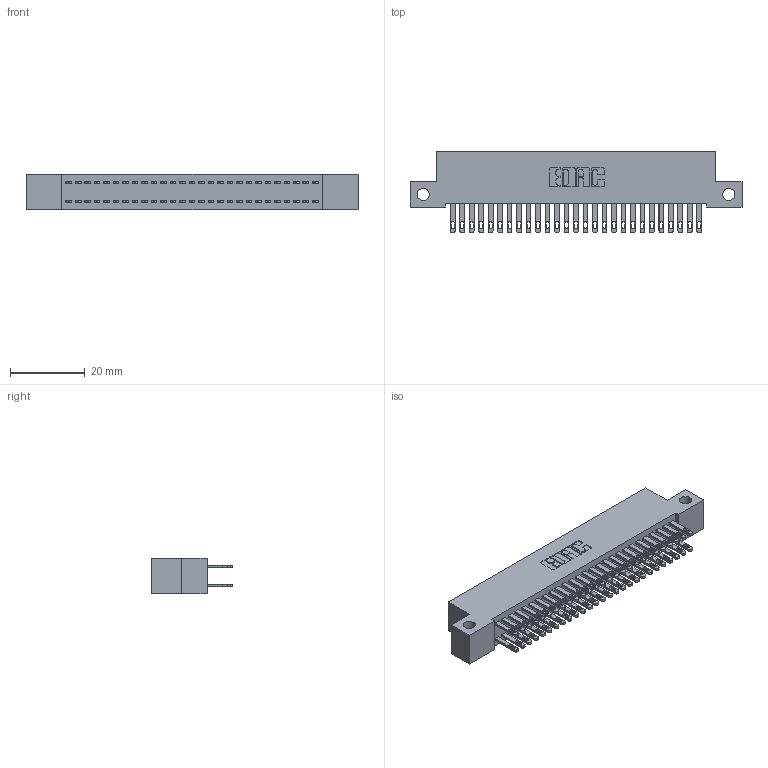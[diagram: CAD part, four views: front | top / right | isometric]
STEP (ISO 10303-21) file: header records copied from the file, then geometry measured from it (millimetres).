
FILE_DESCRIPTION (( 'STEP AP203' ), '1' );
FILE_NAME ('342-054-500-212.STEP', '2019-10-03T02:38:14', ( '' ), ( '' ), 'SwSTEP 2.0', 'SolidWorks 2016', '' );
FILE_SCHEMA (( 'CONFIG_CONTROL_DESIGN' ));
Length unit declared in the file: inch
Products named in the file (3): 342 Part_Side Mount; 345-292-001_345-293-100; 342-054-500-212
Assembly tree (55 placements, depth 2):
  342-054-500-212
    342 Part_Side Mount
    345-292-001_345-293-100  x54
Bounding box: 88.9 x 21.85 x 9.4 mm (x, y, z)
Volume: 8007.7 mm3; surface area: 13022.2 mm2
Topology: 55 solids, 55 shells, 2702 faces, 8237 edges, 5490 vertices
Faces by surface type: plane 1686, cylinder 1016
Entity records: 19111 total; most frequent: CARTESIAN_POINT 3182, ORIENTED_EDGE 3118, DIRECTION 2747, EDGE_CURVE 1559, LINE 1427, VECTOR 1427, VERTEX_POINT 1038, AXIS2_PLACEMENT_3D 660
